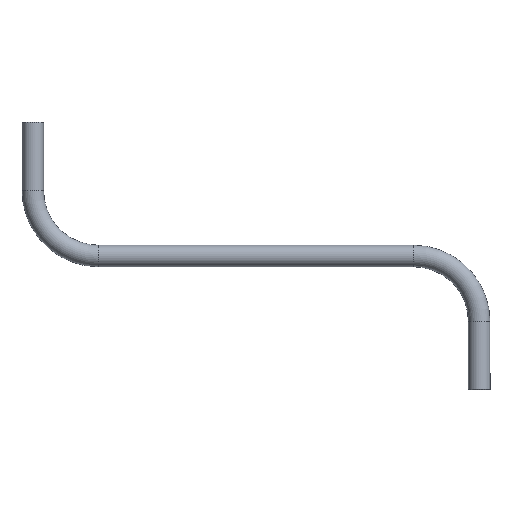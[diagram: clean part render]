
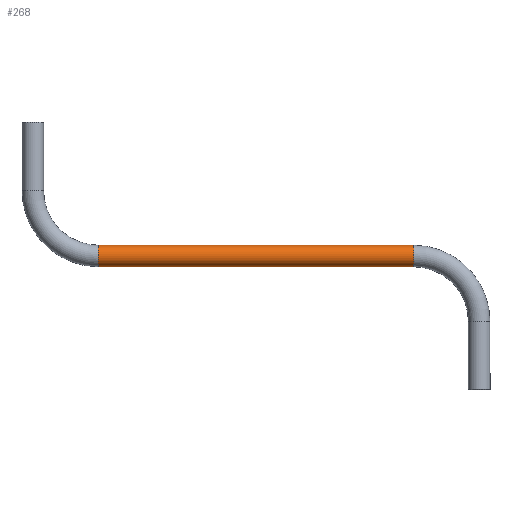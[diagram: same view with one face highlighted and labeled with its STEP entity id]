
A CAD part, top view. The second image highlights one B-rep face of the part: STEP entity #268.
In plain terms, the highlighted cylindrical face has radius 24.15 mm (diameter 48.3 mm), a partial arc.
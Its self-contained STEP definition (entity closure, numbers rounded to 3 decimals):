
#162 = VERTEX_POINT ( 'NONE', #1052 ) ;
#175 = EDGE_CURVE ( 'NONE', #162, #176, #1060, .T. ) ;
#176 = VERTEX_POINT ( 'NONE', #1068 ) ;
#188 = VERTEX_POINT ( 'NONE', #993 ) ;
#191 = VERTEX_POINT ( 'NONE', #1092 ) ;
#268 = ADVANCED_FACE ( 'NONE', ( #1281 ), #1370, .T. ) ;
#273 = EDGE_LOOP ( 'NONE', ( #292, #293, #295, #297 ) ) ;
#292 = ORIENTED_EDGE ( 'NONE', *, *, #175, .F. ) ;
#293 = ORIENTED_EDGE ( 'NONE', *, *, #294, .T. ) ;
#294 = EDGE_CURVE ( 'NONE', #162, #191, #1306, .T. ) ;
#295 = ORIENTED_EDGE ( 'NONE', *, *, #296, .T. ) ;
#296 = EDGE_CURVE ( 'NONE', #191, #188, #1301, .T. ) ;
#297 = ORIENTED_EDGE ( 'NONE', *, *, #298, .F. ) ;
#298 = EDGE_CURVE ( 'NONE', #176, #188, #1296, .T. ) ;
#993 = CARTESIAN_POINT ( 'NONE',  ( 853., -275.85, 0. ) ) ;
#1050 = DIRECTION ( 'NONE',  ( 0., 0., 1. ) ) ;
#1051 = DIRECTION ( 'NONE',  ( -1., 0., 0. ) ) ;
#1052 = CARTESIAN_POINT ( 'NONE',  ( 147., -324.15, 0. ) ) ;
#1060 = CIRCLE ( 'NONE', #1097, 24.15 ) ;
#1068 = CARTESIAN_POINT ( 'NONE',  ( 147., -275.85, 0. ) ) ;
#1092 = CARTESIAN_POINT ( 'NONE',  ( 853., -324.15, 0. ) ) ;
#1096 = CARTESIAN_POINT ( 'NONE',  ( 147., -300., 0. ) ) ;
#1097 = AXIS2_PLACEMENT_3D ( 'NONE', #1096, #1051, #1050 ) ;
#1281 = FACE_OUTER_BOUND ( 'NONE', #273, .T. ) ;
#1296 = LINE ( 'NONE', #1302, #1357 ) ;
#1297 = DIRECTION ( 'NONE',  ( 0., 0., 1. ) ) ;
#1298 = DIRECTION ( 'NONE',  ( -1., 0., 0. ) ) ;
#1299 = CARTESIAN_POINT ( 'NONE',  ( 853., -300., 0. ) ) ;
#1300 = AXIS2_PLACEMENT_3D ( 'NONE', #1299, #1298, #1297 ) ;
#1301 = CIRCLE ( 'NONE', #1300, 24.15 ) ;
#1302 = CARTESIAN_POINT ( 'NONE',  ( 147., -275.85, 0. ) ) ;
#1303 = DIRECTION ( 'NONE',  ( 1., 0., 0. ) ) ;
#1304 = VECTOR ( 'NONE', #1303, 1000. ) ;
#1305 = CARTESIAN_POINT ( 'NONE',  ( 147., -324.15, 0. ) ) ;
#1306 = LINE ( 'NONE', #1305, #1304 ) ;
#1339 = DIRECTION ( 'NONE',  ( 0., 1., 0. ) ) ;
#1340 = DIRECTION ( 'NONE',  ( 1., 0., 0. ) ) ;
#1356 = DIRECTION ( 'NONE',  ( 1., 0., 0. ) ) ;
#1357 = VECTOR ( 'NONE', #1356, 1000. ) ;
#1368 = CARTESIAN_POINT ( 'NONE',  ( 147., -300., 0. ) ) ;
#1369 = AXIS2_PLACEMENT_3D ( 'NONE', #1368, #1340, #1339 ) ;
#1370 = CYLINDRICAL_SURFACE ( 'NONE', #1369, 24.15 ) ;
